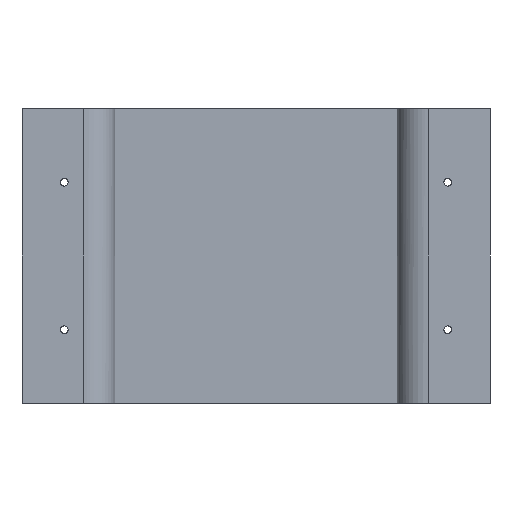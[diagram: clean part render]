
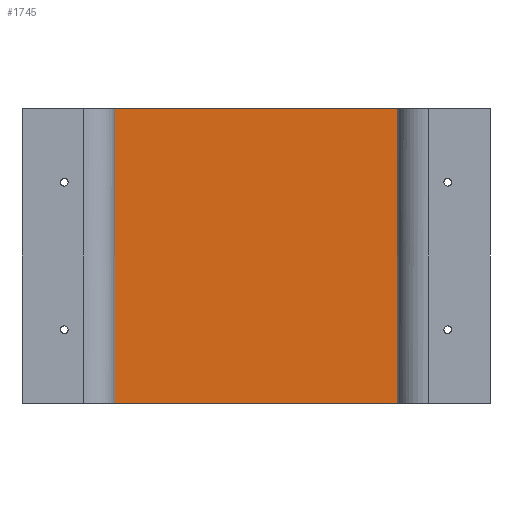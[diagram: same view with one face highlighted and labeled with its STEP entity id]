
A CAD part, front view. The second image highlights one B-rep face of the part: STEP entity #1745.
In plain terms, the highlighted free-form (B-spline) face has degree [1, 1] with [2, 2] control points.
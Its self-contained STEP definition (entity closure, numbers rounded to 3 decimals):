
#1710=(
BOUNDED_SURFACE()
B_SPLINE_SURFACE(1,1,((#1711,#1712),(#1713,#1714)),.UNSPECIFIED.,.F.,.F.,.F.)
B_SPLINE_SURFACE_WITH_KNOTS((2,2),(2,2),(0.000,1.000),(0.000,1.000),.UNSPECIFIED.)
GEOMETRIC_REPRESENTATION_ITEM()
RATIONAL_B_SPLINE_SURFACE(((1.,1.),(1.,1.)))
REPRESENTATION_ITEM('')
SURFACE()
);
#1711=CARTESIAN_POINT('',(0.,44.,-52.331));
#1712=CARTESIAN_POINT('',(0.,44.,52.331));
#1713=CARTESIAN_POINT('',(100.1,44.,-52.331));
#1714=CARTESIAN_POINT('',(100.1,44.,52.331));
#1715=CARTESIAN_POINT('',(0.,44.,-52.331));
#1716=VERTEX_POINT('',#1715);
#1717=(
BOUNDED_CURVE()
B_SPLINE_CURVE(1,(#1718,#1719),.UNSPECIFIED.,.F.,.F.)
B_SPLINE_CURVE_WITH_KNOTS((2,2),(0.000,1.000),.UNSPECIFIED.)
CURVE()
GEOMETRIC_REPRESENTATION_ITEM()
RATIONAL_B_SPLINE_CURVE((1.,1.))
REPRESENTATION_ITEM('')
);
#1718=CARTESIAN_POINT('',(0.,44.,-52.331));
#1719=CARTESIAN_POINT('',(0.,44.,52.331));
#1720=CARTESIAN_POINT('',(0.,44.,52.331));
#1721=VERTEX_POINT('',#1720);
#1722=EDGE_CURVE('',#1716,#1721,#1717,.T.);
#1723=ORIENTED_EDGE('',*,*,#1722,.T.);
#1724=(
BOUNDED_CURVE()
B_SPLINE_CURVE(1,(#1725,#1726),.UNSPECIFIED.,.F.,.F.)
B_SPLINE_CURVE_WITH_KNOTS((2,2),(0.000,1.000),.UNSPECIFIED.)
CURVE()
GEOMETRIC_REPRESENTATION_ITEM()
RATIONAL_B_SPLINE_CURVE((1.,1.))
REPRESENTATION_ITEM('')
);
#1725=CARTESIAN_POINT('',(0.,44.,52.331));
#1726=CARTESIAN_POINT('',(100.1,44.,52.331));
#1727=CARTESIAN_POINT('',(100.1,44.,52.331));
#1728=VERTEX_POINT('',#1727);
#1729=EDGE_CURVE('',#1721,#1728,#1724,.T.);
#1730=ORIENTED_EDGE('',*,*,#1729,.T.);
#1731=(
BOUNDED_CURVE()
B_SPLINE_CURVE(1,(#1732,#1733),.UNSPECIFIED.,.F.,.F.)
B_SPLINE_CURVE_WITH_KNOTS((2,2),(0.000,1.000),.UNSPECIFIED.)
CURVE()
GEOMETRIC_REPRESENTATION_ITEM()
RATIONAL_B_SPLINE_CURVE((1.,1.))
REPRESENTATION_ITEM('')
);
#1732=CARTESIAN_POINT('',(100.1,44.,52.331));
#1733=CARTESIAN_POINT('',(100.1,44.,-52.331));
#1734=CARTESIAN_POINT('',(100.1,44.,-52.331));
#1735=VERTEX_POINT('',#1734);
#1736=EDGE_CURVE('',#1728,#1735,#1731,.T.);
#1737=ORIENTED_EDGE('',*,*,#1736,.T.);
#1738=(
BOUNDED_CURVE()
B_SPLINE_CURVE(1,(#1739,#1740),.UNSPECIFIED.,.F.,.F.)
B_SPLINE_CURVE_WITH_KNOTS((2,2),(0.000,1.000),.UNSPECIFIED.)
CURVE()
GEOMETRIC_REPRESENTATION_ITEM()
RATIONAL_B_SPLINE_CURVE((1.,1.))
REPRESENTATION_ITEM('')
);
#1739=CARTESIAN_POINT('',(100.1,44.,-52.331));
#1740=CARTESIAN_POINT('',(0.,44.,-52.331));
#1741=EDGE_CURVE('',#1735,#1716,#1738,.T.);
#1742=ORIENTED_EDGE('',*,*,#1741,.T.);
#1743=EDGE_LOOP('',(#1723,#1730,#1737,#1742));
#1744=FACE_OUTER_BOUND('',#1743,.T.);
#1745=ADVANCED_FACE('',(#1744),#1710,.T.);
